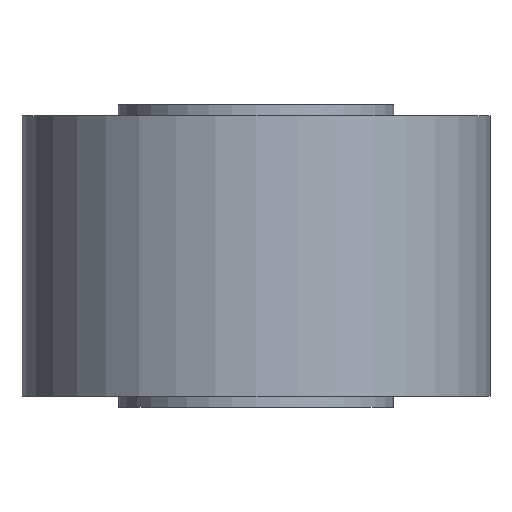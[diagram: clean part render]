
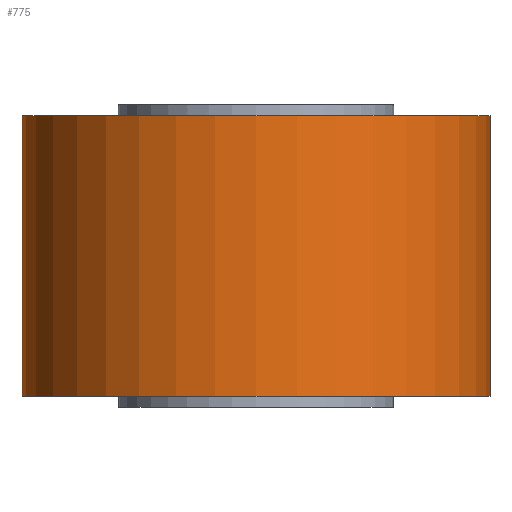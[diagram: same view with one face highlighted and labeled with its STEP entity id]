
A CAD part, front view. The second image highlights one B-rep face of the part: STEP entity #775.
In plain terms, the highlighted cylindrical face has radius 21.25 mm (diameter 42.5 mm), a partial arc.
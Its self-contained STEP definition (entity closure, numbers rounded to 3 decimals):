
#33 = CARTESIAN_POINT ( 'NONE',  ( -21.25, 0., -12.75 ) ) ;
#39 = CARTESIAN_POINT ( 'NONE',  ( 0., 0., -12.75 ) ) ;
#177 = LINE ( 'NONE', #926, #977 ) ;
#187 = EDGE_CURVE ( 'NONE', #818, #449, #979, .T. ) ;
#192 = DIRECTION ( 'NONE',  ( 0., 0., 1. ) ) ;
#258 = DIRECTION ( 'NONE',  ( 1., 0., 0. ) ) ;
#264 = CARTESIAN_POINT ( 'NONE',  ( -21.25, 0., 22.027 ) ) ;
#286 = CARTESIAN_POINT ( 'NONE',  ( 0., 0., 12.75 ) ) ;
#311 = ORIENTED_EDGE ( 'NONE', *, *, #649, .F. ) ;
#328 = CARTESIAN_POINT ( 'NONE',  ( 21.25, 0., -12.75 ) ) ;
#402 = VECTOR ( 'NONE', #1237, 1000. ) ;
#436 = CARTESIAN_POINT ( 'NONE',  ( 21.25, 0., 12.75 ) ) ;
#449 = VERTEX_POINT ( 'NONE', #571 ) ;
#541 = ORIENTED_EDGE ( 'NONE', *, *, #1375, .T. ) ;
#570 = CIRCLE ( 'NONE', #618, 21.25 ) ;
#571 = CARTESIAN_POINT ( 'NONE',  ( -21.25, 0., 12.75 ) ) ;
#573 = ORIENTED_EDGE ( 'NONE', *, *, #1075, .T. ) ;
#618 = AXIS2_PLACEMENT_3D ( 'NONE', #286, #192, #1251 ) ;
#649 = EDGE_CURVE ( 'NONE', #449, #1147, #570, .T. ) ;
#652 = CARTESIAN_POINT ( 'NONE',  ( 0., 0., 22.027 ) ) ;
#754 = CIRCLE ( 'NONE', #1203, 21.25 ) ;
#771 = AXIS2_PLACEMENT_3D ( 'NONE', #652, #1177, #1186 ) ;
#775 = ADVANCED_FACE ( 'NONE', ( #879 ), #988, .T. ) ;
#787 = VERTEX_POINT ( 'NONE', #328 ) ;
#818 = VERTEX_POINT ( 'NONE', #33 ) ;
#843 = ORIENTED_EDGE ( 'NONE', *, *, #187, .F. ) ;
#879 = FACE_OUTER_BOUND ( 'NONE', #966, .T. ) ;
#898 = DIRECTION ( 'NONE',  ( 0., 0., 1. ) ) ;
#926 = CARTESIAN_POINT ( 'NONE',  ( 21.25, 0., 22.027 ) ) ;
#966 = EDGE_LOOP ( 'NONE', ( #843, #541, #573, #311 ) ) ;
#977 = VECTOR ( 'NONE', #1033, 1000. ) ;
#979 = LINE ( 'NONE', #264, #402 ) ;
#988 = CYLINDRICAL_SURFACE ( 'NONE', #771, 21.25 ) ;
#1033 = DIRECTION ( 'NONE',  ( 0., 0., 1. ) ) ;
#1075 = EDGE_CURVE ( 'NONE', #787, #1147, #177, .T. ) ;
#1147 = VERTEX_POINT ( 'NONE', #436 ) ;
#1177 = DIRECTION ( 'NONE',  ( 0., 0., 1. ) ) ;
#1186 = DIRECTION ( 'NONE',  ( 1., 0., 0. ) ) ;
#1203 = AXIS2_PLACEMENT_3D ( 'NONE', #39, #898, #258 ) ;
#1237 = DIRECTION ( 'NONE',  ( 0., 0., 1. ) ) ;
#1251 = DIRECTION ( 'NONE',  ( 1., 0., 0. ) ) ;
#1375 = EDGE_CURVE ( 'NONE', #818, #787, #754, .T. ) ;
